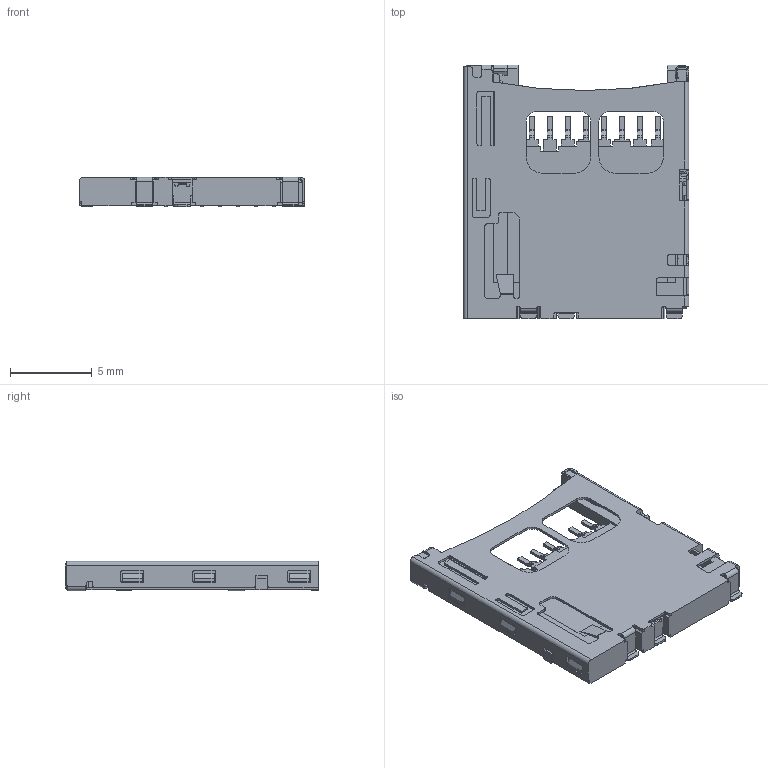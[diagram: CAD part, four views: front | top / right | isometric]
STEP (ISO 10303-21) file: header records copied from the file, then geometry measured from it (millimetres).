
FILE_DESCRIPTION(('FreeCAD Model'),'2;1');
FILE_NAME('Open CASCADE Shape Model','2023-11-10T16:38:47',( 'kicad StepUp'),('ksu MCAD'),'Open CASCADE STEP processor 7.6', 'FreeCAD','Unknown');
FILE_SCHEMA(('AUTOMOTIVE_DESIGN { 1 0 10303 214 1 1 1 1 }'));
Length unit declared in the file: millimetre
Products named in the file (1): _025700893_cp001
Bounding box: 13.8 x 15.5 x 1.8 mm (x, y, z)
Volume: 184.6 mm3; surface area: 737.7 mm2
Topology: 1 solids, 3 shells, 959 faces, 2695 edges, 1752 vertices
Faces by surface type: plane 676, cylinder 241, cone 42
Entity records: 30723 total; most frequent: CARTESIAN_POINT 5496, ORIENTED_EDGE 5390, DIRECTION 5128, EDGE_CURVE 2695, LINE 2138, VECTOR 2138, VERTEX_POINT 1752, AXIS2_PLACEMENT_3D 1495
